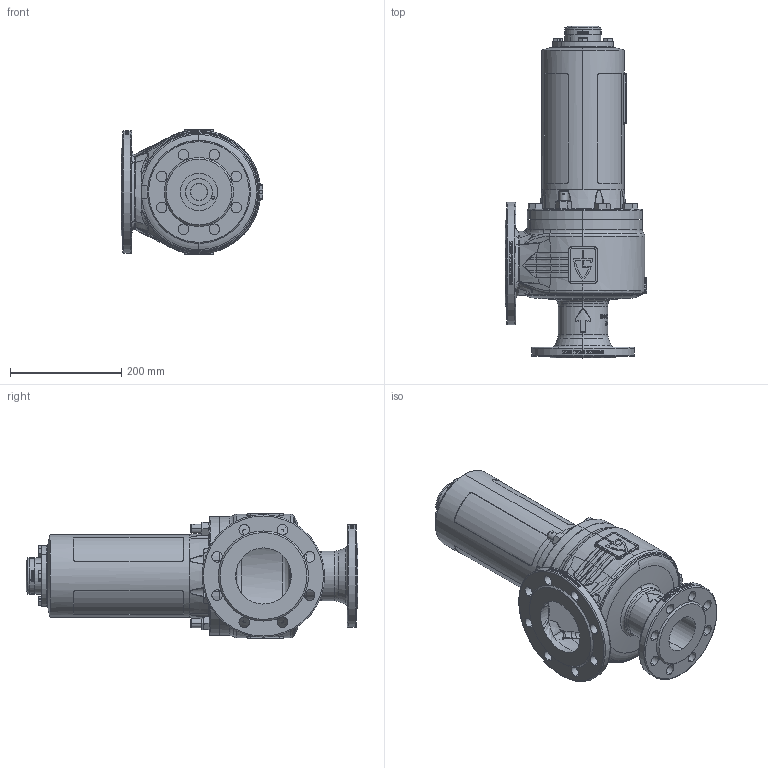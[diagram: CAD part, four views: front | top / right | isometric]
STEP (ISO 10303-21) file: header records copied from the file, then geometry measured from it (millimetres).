
FILE_DESCRIPTION (( 'STEP AP214' ), '1' );
FILE_NAME ('355TGFO_65_FLFL_65100_MD.STEP', '2020-07-30T07:11:12', ( '' ), ( '' ), 'SwSTEP 2.0', 'SolidWorks 2020', '' );
FILE_SCHEMA (( 'AUTOMOTIVE_DESIGN' ));
Length unit declared in the file: millimetre
Products named in the file (1): 355TGFO_65_FLFL_65100_MD
Bounding box: 255 x 596.75 x 225 mm (x, y, z)
Volume: 4385351.4 mm3; surface area: 899346.9 mm2
Topology: 19 solids, 19 shells, 2700 faces, 6861 edges, 4381 vertices
Faces by surface type: plane 1048, bspline 780, cylinder 511, cone 247, torus 113, sphere 1
Entity records: 218545 total; most frequent: CARTESIAN_POINT 129609, ORIENTED_EDGE 13620, DIRECTION 10078, EDGE_CURVE 6810, VERTEX_POINT 4381, AXIS2_PLACEMENT_3D 3975, EDGE_LOOP 3017, UNCERTAINTY_MEASURE_WITH_UNIT 2714
